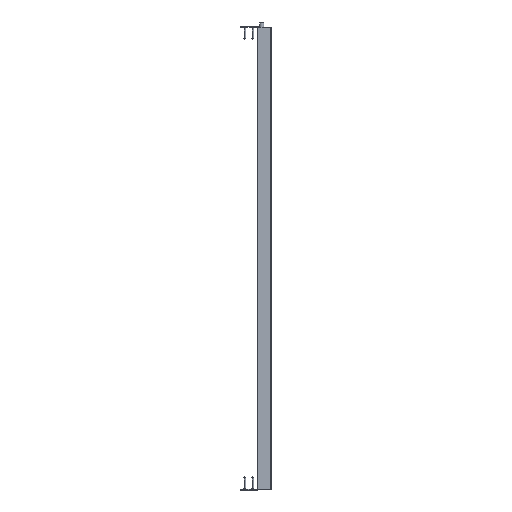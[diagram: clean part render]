
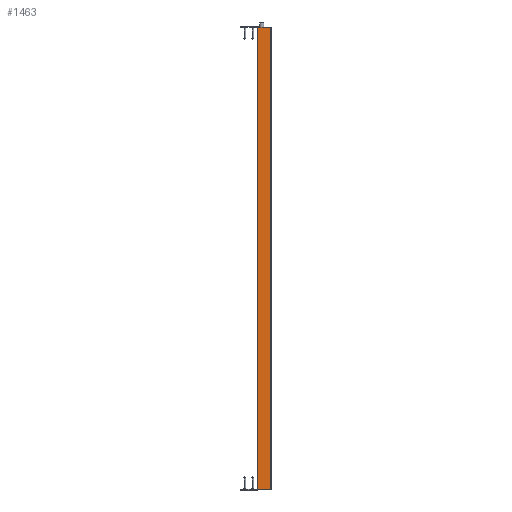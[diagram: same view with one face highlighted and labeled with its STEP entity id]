
A CAD part, left-side view. The second image highlights one B-rep face of the part: STEP entity #1463.
In plain terms, the highlighted planar face has unit normal (-1, 0.005, 0).
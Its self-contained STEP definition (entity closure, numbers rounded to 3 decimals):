
#1463 = ADVANCED_FACE ( 'NONE', ( #39585 ), #35146, .F. ) ;
#1929 = EDGE_CURVE ( 'NONE', #11913, #17583, #38501, .T. ) ;
#3513 = CARTESIAN_POINT ( 'NONE',  ( -4.003, -0.697, 708. ) ) ;
#5524 = DIRECTION ( 'NONE',  ( 0., 0., -1. ) ) ;
#6239 = EDGE_LOOP ( 'NONE', ( #40593, #11376, #44270, #45833 ) ) ;
#6953 = EDGE_CURVE ( 'NONE', #24405, #11913, #11851, .T. ) ;
#8084 = CARTESIAN_POINT ( 'NONE',  ( -4.003, -0.697, 708. ) ) ;
#8939 = EDGE_CURVE ( 'NONE', #24405, #43067, #45330, .T. ) ;
#9027 = CARTESIAN_POINT ( 'NONE',  ( -4.003, -0.697, 708. ) ) ;
#9173 = CARTESIAN_POINT ( 'NONE',  ( -4.1, -20., 708. ) ) ;
#11037 = CARTESIAN_POINT ( 'NONE',  ( -4.003, -0.697, 0. ) ) ;
#11376 = ORIENTED_EDGE ( 'NONE', *, *, #1929, .F. ) ;
#11592 = VECTOR ( 'NONE', #15637, 1000. ) ;
#11851 = LINE ( 'NONE', #8084, #11592 ) ;
#11913 = VERTEX_POINT ( 'NONE', #9173 ) ;
#13273 = CARTESIAN_POINT ( 'NONE',  ( -4.1, -20., 708. ) ) ;
#14031 = EDGE_CURVE ( 'NONE', #43067, #17583, #22146, .T. ) ;
#15637 = DIRECTION ( 'NONE',  ( -0.005, -1., 0. ) ) ;
#17495 = VECTOR ( 'NONE', #39802, 1000. ) ;
#17583 = VERTEX_POINT ( 'NONE', #45705 ) ;
#19761 = AXIS2_PLACEMENT_3D ( 'NONE', #3513, #42432, #35813 ) ;
#22146 = LINE ( 'NONE', #11037, #17495 ) ;
#23990 = CARTESIAN_POINT ( 'NONE',  ( -4.003, -0.697, 0. ) ) ;
#24405 = VERTEX_POINT ( 'NONE', #31940 ) ;
#31940 = CARTESIAN_POINT ( 'NONE',  ( -4.003, -0.697, 708. ) ) ;
#33526 = VECTOR ( 'NONE', #45571, 1000. ) ;
#35146 = PLANE ( 'NONE',  #19761 ) ;
#35813 = DIRECTION ( 'NONE',  ( 0.005, 1., 0. ) ) ;
#37123 = VECTOR ( 'NONE', #5524, 1000. ) ;
#38501 = LINE ( 'NONE', #13273, #37123 ) ;
#39585 = FACE_OUTER_BOUND ( 'NONE', #6239, .T. ) ;
#39802 = DIRECTION ( 'NONE',  ( -0.005, -1., 0. ) ) ;
#40593 = ORIENTED_EDGE ( 'NONE', *, *, #14031, .T. ) ;
#42432 = DIRECTION ( 'NONE',  ( 1., -0.005, 0. ) ) ;
#43067 = VERTEX_POINT ( 'NONE', #23990 ) ;
#44270 = ORIENTED_EDGE ( 'NONE', *, *, #6953, .F. ) ;
#45330 = LINE ( 'NONE', #9027, #33526 ) ;
#45571 = DIRECTION ( 'NONE',  ( 0., 0., -1. ) ) ;
#45705 = CARTESIAN_POINT ( 'NONE',  ( -4.1, -20., 0. ) ) ;
#45833 = ORIENTED_EDGE ( 'NONE', *, *, #8939, .T. ) ;
